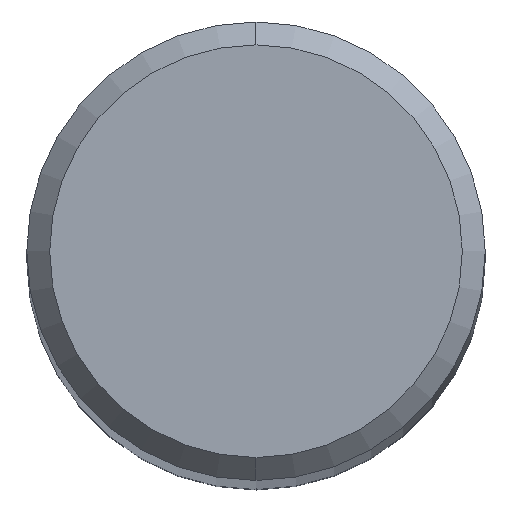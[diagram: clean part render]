
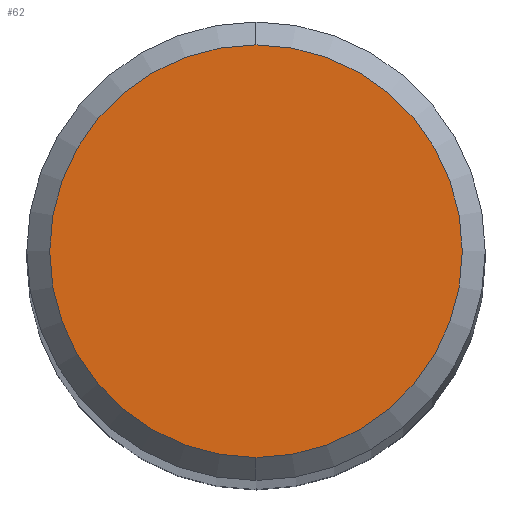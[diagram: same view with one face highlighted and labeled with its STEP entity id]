
A CAD part, top view. The second image highlights one B-rep face of the part: STEP entity #62.
In plain terms, the highlighted planar face has unit normal (0, 0, 1).
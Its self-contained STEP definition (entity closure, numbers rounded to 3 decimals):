
#62=ADVANCED_FACE('',(#119),#120,.T.);
#119=FACE_OUTER_BOUND('',#175,.T.);
#120=PLANE('',#176);
#175=EDGE_LOOP('',(#256,#257));
#176=AXIS2_PLACEMENT_3D('',#258,#259,#260);
#256=ORIENTED_EDGE('',*,*,#313,.F.);
#257=ORIENTED_EDGE('',*,*,#316,.F.);
#258=CARTESIAN_POINT('',(0.,2.25,108.5));
#259=DIRECTION('',(0.,0.0,1.0));
#260=DIRECTION('',(0.0,-1.0,0.0));
#313=EDGE_CURVE('',#362,#364,#365,.T.);
#316=EDGE_CURVE('',#364,#362,#368,.T.);
#362=VERTEX_POINT('',#416);
#364=VERTEX_POINT('',#419);
#365=CIRCLE('',#420,4.5);
#368=CIRCLE('',#424,4.5);
#416=CARTESIAN_POINT('',(0.,4.5,108.5));
#419=CARTESIAN_POINT('',(0.,-4.5,108.5));
#420=AXIS2_PLACEMENT_3D('',#474,#475,#476);
#424=AXIS2_PLACEMENT_3D('',#478,#479,#480);
#474=CARTESIAN_POINT('',(0.,0.0,108.5));
#475=DIRECTION('',(0.,0.0,-1.0));
#476=DIRECTION('',(0.0,1.0,0.0));
#478=CARTESIAN_POINT('',(0.,0.0,108.5));
#479=DIRECTION('',(0.,0.0,-1.0));
#480=DIRECTION('',(0.0,1.0,0.0));
